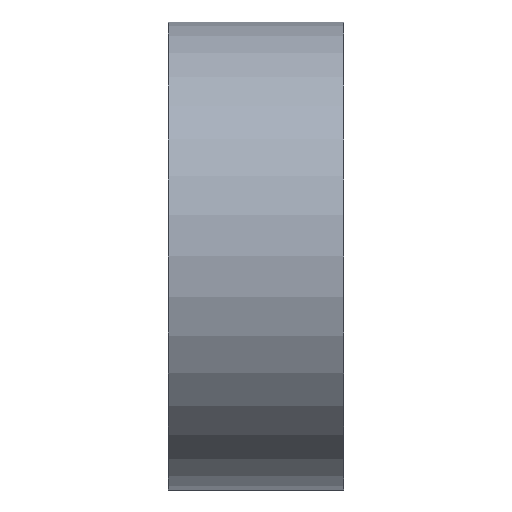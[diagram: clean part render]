
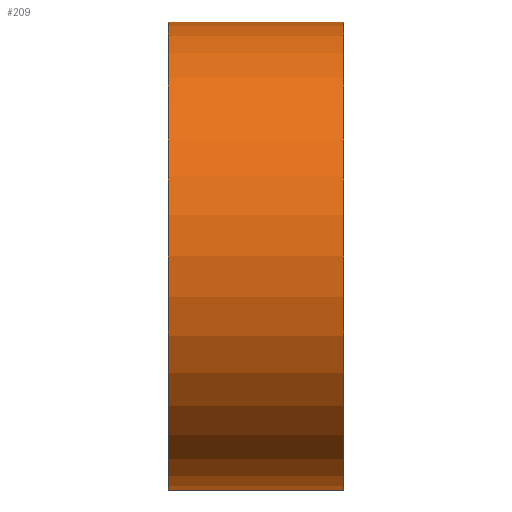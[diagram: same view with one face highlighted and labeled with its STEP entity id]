
A CAD part, left-side view. The second image highlights one B-rep face of the part: STEP entity #209.
In plain terms, the highlighted cylindrical face has radius 4 mm (diameter 8 mm), a partial arc.
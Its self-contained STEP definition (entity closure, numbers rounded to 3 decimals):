
#35=FACE_OUTER_BOUND('',#52,.T.);
#52=EDGE_LOOP('',(#181,#182,#183,#184));
#60=CIRCLE('',#236,4.);
#63=CIRCLE('',#240,4.);
#72=LINE('',#366,#87);
#79=LINE('',#395,#94);
#87=VECTOR('',#268,10.);
#94=VECTOR('',#303,10.);
#104=VERTEX_POINT('',#363);
#105=VERTEX_POINT('',#365);
#108=VERTEX_POINT('',#375);
#111=VERTEX_POINT('',#383);
#124=EDGE_CURVE('',#105,#104,#72,.T.);
#129=EDGE_CURVE('',#108,#105,#60,.T.);
#134=EDGE_CURVE('',#111,#104,#63,.T.);
#139=EDGE_CURVE('',#108,#111,#79,.T.);
#181=ORIENTED_EDGE('',*,*,#129,.T.);
#182=ORIENTED_EDGE('',*,*,#124,.T.);
#183=ORIENTED_EDGE('',*,*,#134,.F.);
#184=ORIENTED_EDGE('',*,*,#139,.F.);
#199=CYLINDRICAL_SURFACE('',#245,4.);
#209=ADVANCED_FACE('',(#35),#199,.T.);
#236=AXIS2_PLACEMENT_3D('',#376,#279,#280);
#240=AXIS2_PLACEMENT_3D('',#385,#289,#290);
#245=AXIS2_PLACEMENT_3D('',#394,#301,#302);
#268=DIRECTION('',(0.,1.,0.));
#279=DIRECTION('center_axis',(0.,1.,0.));
#280=DIRECTION('ref_axis',(1.,0.,0.));
#289=DIRECTION('center_axis',(0.,1.,0.));
#290=DIRECTION('ref_axis',(1.,0.,0.));
#301=DIRECTION('center_axis',(0.,1.,0.));
#302=DIRECTION('ref_axis',(-1.,0.,0.));
#303=DIRECTION('',(0.,1.,0.));
#363=CARTESIAN_POINT('',(-8.,3.,4.));
#365=CARTESIAN_POINT('',(-8.,0.,4.));
#366=CARTESIAN_POINT('',(-8.,0.,4.));
#375=CARTESIAN_POINT('',(-8.,0.,-4.));
#376=CARTESIAN_POINT('Origin',(-8.,0.,0.));
#383=CARTESIAN_POINT('',(-8.,3.,-4.));
#385=CARTESIAN_POINT('Origin',(-8.,3.,0.));
#394=CARTESIAN_POINT('Origin',(-8.,0.,0.));
#395=CARTESIAN_POINT('',(-8.,0.,-4.));
